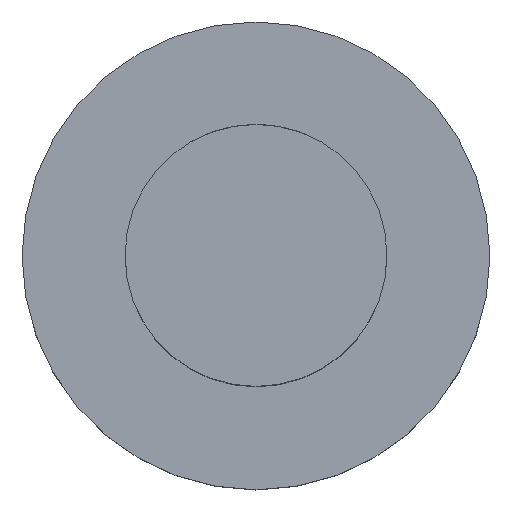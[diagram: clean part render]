
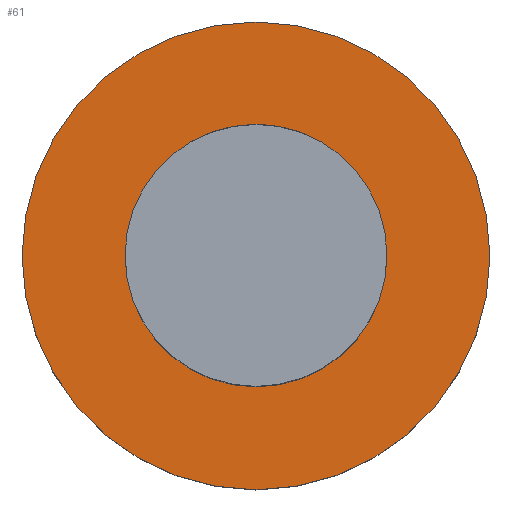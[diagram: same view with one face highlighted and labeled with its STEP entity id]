
A CAD part, top view. The second image highlights one B-rep face of the part: STEP entity #61.
In plain terms, the highlighted planar face has unit normal (0, 0, 1).
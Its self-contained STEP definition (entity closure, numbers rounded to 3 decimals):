
#61=ADVANCED_FACE('240[2]',(#155,#156),#157,.T.);
#96=EDGE_CURVE('240[2]',#212,#212,#213,.T.);
#111=EDGE_CURVE('240[2]',#235,#235,#236,.T.);
#155=FACE_BOUND('',#280,.T.);
#156=FACE_OUTER_BOUND('',#281,.T.);
#157=PLANE('',#282);
#212=VERTEX_POINT('',#548);
#213=CIRCLE('',#549,25.0);
#235=VERTEX_POINT('',#577);
#236=CIRCLE('',#578,14.0);
#280=EDGE_LOOP('',(#621));
#281=EDGE_LOOP('',(#622));
#282=AXIS2_PLACEMENT_3D('',#623,#624,#625);
#548=CARTESIAN_POINT('',(0.,25.0,0.));
#549=AXIS2_PLACEMENT_3D('',#676,#677,#678);
#577=CARTESIAN_POINT('',(14.0,0.0,0.0));
#578=AXIS2_PLACEMENT_3D('',#703,#704,#705);
#621=ORIENTED_EDGE('',*,*,#111,.T.);
#622=ORIENTED_EDGE('',*,*,#96,.T.);
#623=CARTESIAN_POINT('',(0.,12.5,0.));
#624=DIRECTION('',(0.,0.,1.0));
#625=DIRECTION('',(1.0,0.,0.0));
#676=CARTESIAN_POINT('',(0.0,0.0,0.0));
#677=DIRECTION('',(0.,0.,1.0));
#678=DIRECTION('',(0.,1.0,0.));
#703=CARTESIAN_POINT('',(0.0,0.0,0.));
#704=DIRECTION('',(0.,0.,-1.0));
#705=DIRECTION('',(1.0,0.,0.));
